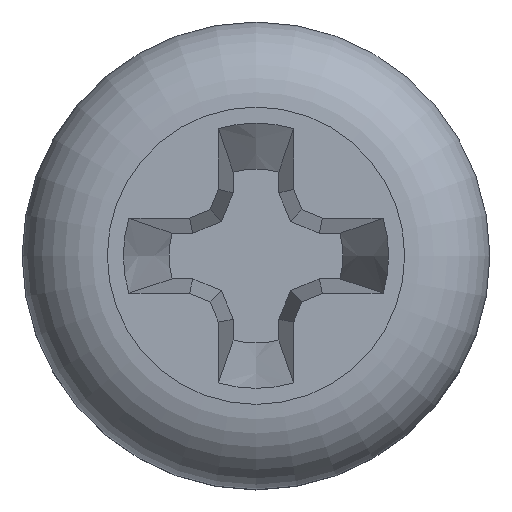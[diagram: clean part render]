
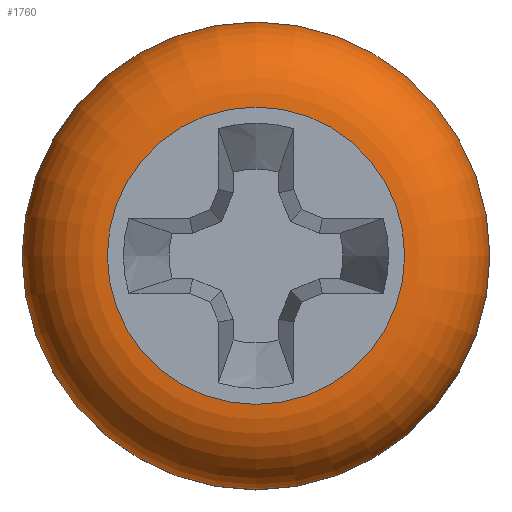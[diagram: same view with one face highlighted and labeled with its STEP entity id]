
A CAD part, top view. The second image highlights one B-rep face of the part: STEP entity #1760.
In plain terms, the highlighted toroidal (fillet/blend) face has major radius 1.78 mm and minor radius 1.02 mm.
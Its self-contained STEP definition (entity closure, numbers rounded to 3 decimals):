
#17=TOROIDAL_SURFACE('',#1881,1.78,1.02);
#124=FACE_OUTER_BOUND('',#218,.T.);
#218=EDGE_LOOP('',(#1486,#1487,#1488,#1489,#1490,#1491,#1492));
#253=CIRCLE('',#1882,2.8);
#254=CIRCLE('',#1883,2.8);
#255=CIRCLE('',#1884,1.02);
#256=CIRCLE('',#1885,1.78);
#257=CIRCLE('',#1886,1.78);
#258=CIRCLE('',#1887,2.8);
#759=VERTEX_POINT('',#15745);
#760=VERTEX_POINT('',#15746);
#761=VERTEX_POINT('',#15748);
#762=VERTEX_POINT('',#15750);
#763=VERTEX_POINT('',#15752);
#1011=EDGE_CURVE('',#759,#760,#253,.T.);
#1012=EDGE_CURVE('',#761,#759,#254,.T.);
#1013=EDGE_CURVE('',#761,#762,#255,.T.);
#1014=EDGE_CURVE('',#762,#763,#256,.T.);
#1015=EDGE_CURVE('',#763,#762,#257,.T.);
#1016=EDGE_CURVE('',#760,#761,#258,.T.);
#1486=ORIENTED_EDGE('',*,*,#1011,.F.);
#1487=ORIENTED_EDGE('',*,*,#1012,.F.);
#1488=ORIENTED_EDGE('',*,*,#1013,.T.);
#1489=ORIENTED_EDGE('',*,*,#1014,.T.);
#1490=ORIENTED_EDGE('',*,*,#1015,.T.);
#1491=ORIENTED_EDGE('',*,*,#1013,.F.);
#1492=ORIENTED_EDGE('',*,*,#1016,.F.);
#1760=ADVANCED_FACE('',(#124),#17,.T.);
#1881=AXIS2_PLACEMENT_3D('',#15744,#2139,#2140);
#1882=AXIS2_PLACEMENT_3D('',#15747,#2141,#2142);
#1883=AXIS2_PLACEMENT_3D('',#15749,#2143,#2144);
#1884=AXIS2_PLACEMENT_3D('',#15751,#2145,#2146);
#1885=AXIS2_PLACEMENT_3D('',#15753,#2147,#2148);
#1886=AXIS2_PLACEMENT_3D('',#15754,#2149,#2150);
#1887=AXIS2_PLACEMENT_3D('',#15755,#2151,#2152);
#2139=DIRECTION('center_axis',(0.,0.,-1.));
#2140=DIRECTION('ref_axis',(0.,1.,0.));
#2141=DIRECTION('center_axis',(0.,0.,-1.));
#2142=DIRECTION('ref_axis',(0.,1.,0.));
#2143=DIRECTION('center_axis',(0.,0.,-1.));
#2144=DIRECTION('ref_axis',(0.,1.,0.));
#2145=DIRECTION('center_axis',(-1.,0.,0.));
#2146=DIRECTION('ref_axis',(0.,-1.,0.));
#2147=DIRECTION('center_axis',(0.,0.,-1.));
#2148=DIRECTION('ref_axis',(0.,1.,0.));
#2149=DIRECTION('center_axis',(0.,0.,-1.));
#2150=DIRECTION('ref_axis',(0.,1.,0.));
#2151=DIRECTION('center_axis',(0.,0.,-1.));
#2152=DIRECTION('ref_axis',(0.,1.,0.));
#15744=CARTESIAN_POINT('Origin',(0.,0.,1.38));
#15745=CARTESIAN_POINT('',(-2.8,0.,1.38));
#15746=CARTESIAN_POINT('',(2.8,0.,1.38));
#15747=CARTESIAN_POINT('Origin',(0.,0.,1.38));
#15748=CARTESIAN_POINT('',(0.,-2.8,1.38));
#15749=CARTESIAN_POINT('Origin',(0.,0.,1.38));
#15750=CARTESIAN_POINT('',(0.,-1.78,2.4));
#15751=CARTESIAN_POINT('Origin',(0.,-1.78,1.38));
#15752=CARTESIAN_POINT('',(0.,1.78,2.4));
#15753=CARTESIAN_POINT('Origin',(0.,0.,2.4));
#15754=CARTESIAN_POINT('Origin',(0.,0.,2.4));
#15755=CARTESIAN_POINT('Origin',(0.,0.,1.38));
